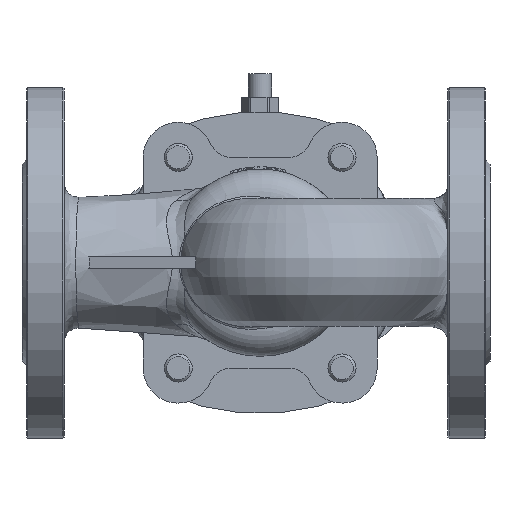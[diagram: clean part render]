
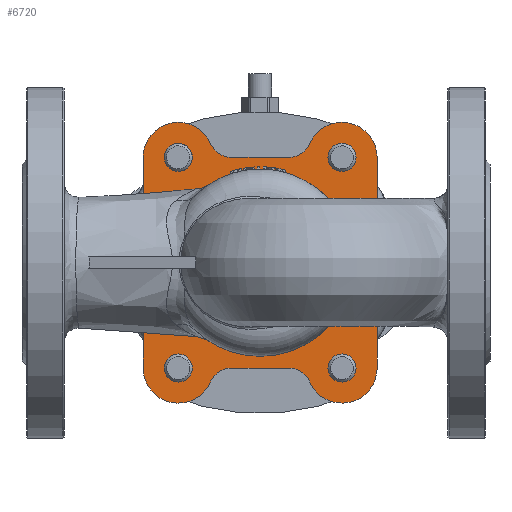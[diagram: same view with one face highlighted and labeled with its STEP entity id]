
A CAD part, front view. The second image highlights one B-rep face of the part: STEP entity #6720.
In plain terms, the highlighted planar face has unit normal (0, -1, 0).
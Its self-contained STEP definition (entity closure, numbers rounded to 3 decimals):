
#173=FACE_BOUND('',#1181,.T.);
#174=FACE_BOUND('',#1182,.T.);
#175=FACE_BOUND('',#1183,.T.);
#176=FACE_BOUND('',#1184,.T.);
#177=FACE_BOUND('',#1185,.T.);
#566=PLANE('',#7319);
#773=FACE_OUTER_BOUND('',#1180,.T.);
#1180=EDGE_LOOP('',(#4838,#4839,#4840,#4841,#4842,#4843,#4844,#4845,#4846,
#4847,#4848,#4849));
#1181=EDGE_LOOP('',(#4850));
#1182=EDGE_LOOP('',(#4851));
#1183=EDGE_LOOP('',(#4852));
#1184=EDGE_LOOP('',(#4853));
#1185=EDGE_LOOP('',(#4854));
#1534=LINE('',#9903,#1881);
#1542=LINE('',#9932,#1889);
#1640=LINE('',#15083,#1987);
#1641=LINE('',#15086,#1988);
#1881=VECTOR('',#7975,10.);
#1889=VECTOR('',#8003,10.);
#1987=VECTOR('',#8393,10.);
#1988=VECTOR('',#8396,10.);
#2221=CIRCLE('',#7156,10.);
#2223=CIRCLE('',#7159,15.);
#2225=CIRCLE('',#7162,10.);
#2227=CIRCLE('',#7166,10.);
#2229=CIRCLE('',#7169,15.);
#2231=CIRCLE('',#7172,10.);
#2272=CIRCLE('',#7265,40.);
#2308=CIRCLE('',#7320,15.);
#2309=CIRCLE('',#7321,15.);
#2310=CIRCLE('',#7322,6.);
#2311=CIRCLE('',#7323,6.);
#2312=CIRCLE('',#7324,6.);
#2313=CIRCLE('',#7325,6.);
#2629=VERTEX_POINT('',#9876);
#2630=VERTEX_POINT('',#9877);
#2633=VERTEX_POINT('',#9885);
#2635=VERTEX_POINT('',#9891);
#2636=VERTEX_POINT('',#9892);
#2640=VERTEX_POINT('',#9905);
#2641=VERTEX_POINT('',#9906);
#2644=VERTEX_POINT('',#9914);
#2646=VERTEX_POINT('',#9920);
#2647=VERTEX_POINT('',#9921);
#2776=VERTEX_POINT('',#11329);
#2838=VERTEX_POINT('',#15081);
#2839=VERTEX_POINT('',#15084);
#2840=VERTEX_POINT('',#15087);
#2841=VERTEX_POINT('',#15089);
#2842=VERTEX_POINT('',#15091);
#2843=VERTEX_POINT('',#15093);
#3270=EDGE_CURVE('',#2629,#2630,#2221,.T.);
#3274=EDGE_CURVE('',#2630,#2633,#2223,.T.);
#3277=EDGE_CURVE('',#2635,#2636,#2225,.T.);
#3283=EDGE_CURVE('',#2636,#2629,#1534,.T.);
#3284=EDGE_CURVE('',#2640,#2641,#2227,.T.);
#3288=EDGE_CURVE('',#2641,#2644,#2229,.T.);
#3291=EDGE_CURVE('',#2646,#2647,#2231,.T.);
#3297=EDGE_CURVE('',#2647,#2640,#1542,.T.);
#3484=EDGE_CURVE('',#2776,#2776,#2272,.T.);
#3576=EDGE_CURVE('',#2838,#2635,#2308,.T.);
#3577=EDGE_CURVE('',#2644,#2838,#1640,.T.);
#3578=EDGE_CURVE('',#2839,#2646,#2309,.T.);
#3579=EDGE_CURVE('',#2633,#2839,#1641,.T.);
#3580=EDGE_CURVE('',#2840,#2840,#2310,.T.);
#3581=EDGE_CURVE('',#2841,#2841,#2311,.T.);
#3582=EDGE_CURVE('',#2842,#2842,#2312,.T.);
#3583=EDGE_CURVE('',#2843,#2843,#2313,.T.);
#4838=ORIENTED_EDGE('',*,*,#3270,.F.);
#4839=ORIENTED_EDGE('',*,*,#3283,.F.);
#4840=ORIENTED_EDGE('',*,*,#3277,.F.);
#4841=ORIENTED_EDGE('',*,*,#3576,.F.);
#4842=ORIENTED_EDGE('',*,*,#3577,.F.);
#4843=ORIENTED_EDGE('',*,*,#3288,.F.);
#4844=ORIENTED_EDGE('',*,*,#3284,.F.);
#4845=ORIENTED_EDGE('',*,*,#3297,.F.);
#4846=ORIENTED_EDGE('',*,*,#3291,.F.);
#4847=ORIENTED_EDGE('',*,*,#3578,.F.);
#4848=ORIENTED_EDGE('',*,*,#3579,.F.);
#4849=ORIENTED_EDGE('',*,*,#3274,.F.);
#4850=ORIENTED_EDGE('',*,*,#3580,.F.);
#4851=ORIENTED_EDGE('',*,*,#3581,.F.);
#4852=ORIENTED_EDGE('',*,*,#3582,.F.);
#4853=ORIENTED_EDGE('',*,*,#3583,.F.);
#4854=ORIENTED_EDGE('',*,*,#3484,.T.);
#6720=ADVANCED_FACE('',(#773,#173,#174,#175,#176,#177),#566,.F.);
#7156=AXIS2_PLACEMENT_3D('',#9878,#7950,#7951);
#7159=AXIS2_PLACEMENT_3D('',#9886,#7958,#7959);
#7162=AXIS2_PLACEMENT_3D('',#9893,#7965,#7966);
#7166=AXIS2_PLACEMENT_3D('',#9907,#7978,#7979);
#7169=AXIS2_PLACEMENT_3D('',#9915,#7986,#7987);
#7172=AXIS2_PLACEMENT_3D('',#9922,#7993,#7994);
#7265=AXIS2_PLACEMENT_3D('',#11331,#8275,#8276);
#7319=AXIS2_PLACEMENT_3D('',#15080,#8389,#8390);
#7320=AXIS2_PLACEMENT_3D('',#15082,#8391,#8392);
#7321=AXIS2_PLACEMENT_3D('',#15085,#8394,#8395);
#7322=AXIS2_PLACEMENT_3D('',#15088,#8397,#8398);
#7323=AXIS2_PLACEMENT_3D('',#15090,#8399,#8400);
#7324=AXIS2_PLACEMENT_3D('',#15092,#8401,#8402);
#7325=AXIS2_PLACEMENT_3D('',#15094,#8403,#8404);
#7950=DIRECTION('center_axis',(0.,-1.,0.));
#7951=DIRECTION('ref_axis',(0.548,0.,-0.837));
#7958=DIRECTION('center_axis',(0.,1.,0.));
#7959=DIRECTION('ref_axis',(1.,0.,0.));
#7965=DIRECTION('center_axis',(0.,-1.,0.));
#7966=DIRECTION('ref_axis',(-0.548,0.,-0.837));
#7975=DIRECTION('',(1.,0.,0.));
#7978=DIRECTION('center_axis',(0.,-1.,0.));
#7979=DIRECTION('ref_axis',(-0.548,0.,0.837));
#7986=DIRECTION('center_axis',(0.,1.,0.));
#7987=DIRECTION('ref_axis',(1.,0.,0.));
#7993=DIRECTION('center_axis',(0.,-1.,0.));
#7994=DIRECTION('ref_axis',(0.548,0.,0.837));
#8003=DIRECTION('',(-1.,0.,0.));
#8275=DIRECTION('center_axis',(0.,1.,0.));
#8276=DIRECTION('ref_axis',(0.,0.,1.));
#8389=DIRECTION('center_axis',(0.,1.,0.));
#8390=DIRECTION('ref_axis',(0.,0.,1.));
#8391=DIRECTION('center_axis',(0.,1.,0.));
#8392=DIRECTION('ref_axis',(1.,0.,0.));
#8393=DIRECTION('',(0.,0.,1.));
#8394=DIRECTION('center_axis',(0.,1.,0.));
#8395=DIRECTION('ref_axis',(1.,0.,0.));
#8396=DIRECTION('',(0.,0.,-1.));
#8397=DIRECTION('center_axis',(0.,-1.,0.));
#8398=DIRECTION('ref_axis',(-1.,0.,0.));
#8399=DIRECTION('center_axis',(0.,-1.,0.));
#8400=DIRECTION('ref_axis',(-1.,0.,0.));
#8401=DIRECTION('center_axis',(0.,-1.,0.));
#8402=DIRECTION('ref_axis',(-1.,0.,0.));
#8403=DIRECTION('center_axis',(0.,-1.,0.));
#8404=DIRECTION('ref_axis',(-1.,0.,0.));
#9876=CARTESIAN_POINT('',(113.845,52.,45.));
#9877=CARTESIAN_POINT('',(123.011,52.,51.));
#9878=CARTESIAN_POINT('Origin',(113.845,52.,55.));
#9885=CARTESIAN_POINT('',(151.758,52.,45.));
#9886=CARTESIAN_POINT('Origin',(136.758,52.,45.));
#9891=CARTESIAN_POINT('',(80.506,52.,51.));
#9892=CARTESIAN_POINT('',(89.671,52.,45.));
#9893=CARTESIAN_POINT('Origin',(89.671,52.,55.));
#9903=CARTESIAN_POINT('',(51.758,52.,45.));
#9905=CARTESIAN_POINT('',(89.671,52.,-45.));
#9906=CARTESIAN_POINT('',(80.506,52.,-51.));
#9907=CARTESIAN_POINT('Origin',(89.671,52.,-55.));
#9914=CARTESIAN_POINT('',(51.758,52.,-45.));
#9915=CARTESIAN_POINT('Origin',(66.758,52.,-45.));
#9920=CARTESIAN_POINT('',(123.011,52.,-51.));
#9921=CARTESIAN_POINT('',(113.845,52.,-45.));
#9922=CARTESIAN_POINT('Origin',(113.845,52.,-55.));
#9932=CARTESIAN_POINT('',(151.758,52.,-45.));
#11329=CARTESIAN_POINT('',(101.758,52.,-40.));
#11331=CARTESIAN_POINT('Origin',(101.758,52.,0.));
#15080=CARTESIAN_POINT('Origin',(101.758,52.,0.));
#15081=CARTESIAN_POINT('',(51.758,52.,45.));
#15082=CARTESIAN_POINT('Origin',(66.758,52.,45.));
#15083=CARTESIAN_POINT('',(51.758,52.,-45.));
#15084=CARTESIAN_POINT('',(151.758,52.,-45.));
#15085=CARTESIAN_POINT('Origin',(136.758,52.,-45.));
#15086=CARTESIAN_POINT('',(151.758,52.,45.));
#15087=CARTESIAN_POINT('',(142.758,52.,-45.));
#15088=CARTESIAN_POINT('Origin',(136.758,52.,-45.));
#15089=CARTESIAN_POINT('',(72.758,52.,-45.));
#15090=CARTESIAN_POINT('Origin',(66.758,52.,-45.));
#15091=CARTESIAN_POINT('',(142.758,52.,45.));
#15092=CARTESIAN_POINT('Origin',(136.758,52.,45.));
#15093=CARTESIAN_POINT('',(72.758,52.,45.));
#15094=CARTESIAN_POINT('Origin',(66.758,52.,45.));
